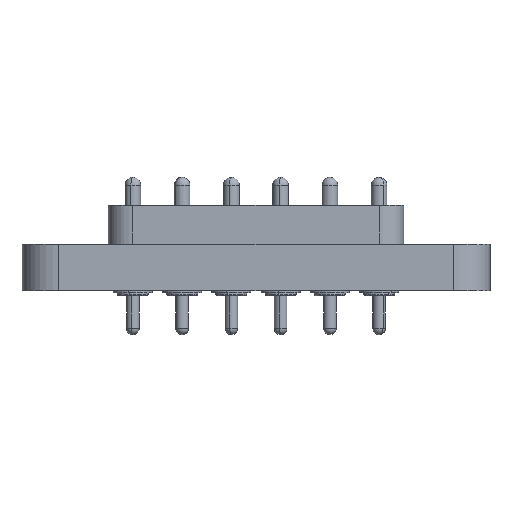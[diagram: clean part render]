
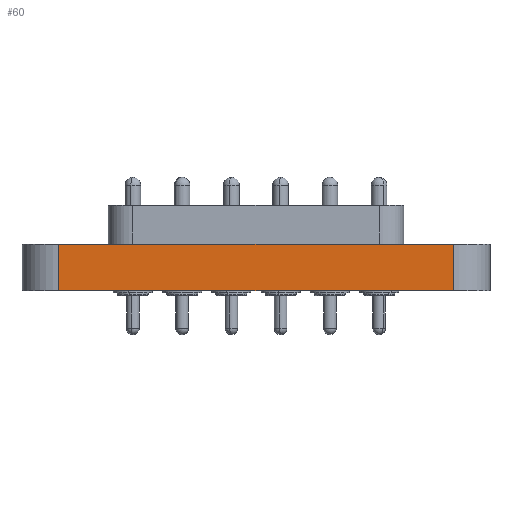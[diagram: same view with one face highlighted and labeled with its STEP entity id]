
A CAD part, top view. The second image highlights one B-rep face of the part: STEP entity #60.
In plain terms, the highlighted planar face has unit normal (0, 0, 1).
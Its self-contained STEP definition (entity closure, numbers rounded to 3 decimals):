
#6 = VERTEX_POINT ( 'NONE', #1467 ) ;
#60 = ADVANCED_FACE ( 'NONE', ( #1131 ), #2064, .F. ) ;
#121 = CARTESIAN_POINT ( 'NONE',  ( -16., 3.76, 4. ) ) ;
#128 = EDGE_CURVE ( 'NONE', #1576, #6, #739, .T. ) ;
#133 = DIRECTION ( 'NONE',  ( 1., 0., 0. ) ) ;
#173 = ORIENTED_EDGE ( 'NONE', *, *, #2171, .T. ) ;
#326 = LINE ( 'NONE', #1735, #1388 ) ;
#456 = CARTESIAN_POINT ( 'NONE',  ( -19., 0., 4. ) ) ;
#457 = VERTEX_POINT ( 'NONE', #2302 ) ;
#625 = AXIS2_PLACEMENT_3D ( 'NONE', #727, #2082, #1715 ) ;
#727 = CARTESIAN_POINT ( 'NONE',  ( -19., 3.76, 4. ) ) ;
#739 = LINE ( 'NONE', #1529, #2531 ) ;
#819 = CARTESIAN_POINT ( 'NONE',  ( 16., 0., 4. ) ) ;
#916 = LINE ( 'NONE', #121, #1935 ) ;
#1027 = ORIENTED_EDGE ( 'NONE', *, *, #1742, .F. ) ;
#1131 = FACE_OUTER_BOUND ( 'NONE', #1729, .T. ) ;
#1252 = DIRECTION ( 'NONE',  ( 1., 0., 0. ) ) ;
#1348 = CARTESIAN_POINT ( 'NONE',  ( -16., 0., 4. ) ) ;
#1388 = VECTOR ( 'NONE', #133, 1000. ) ;
#1467 = CARTESIAN_POINT ( 'NONE',  ( 16., 3.76, 4. ) ) ;
#1483 = DIRECTION ( 'NONE',  ( 0., 1., 0. ) ) ;
#1529 = CARTESIAN_POINT ( 'NONE',  ( 16., 3.76, 4. ) ) ;
#1576 = VERTEX_POINT ( 'NONE', #819 ) ;
#1715 = DIRECTION ( 'NONE',  ( -1., 0., 0. ) ) ;
#1729 = EDGE_LOOP ( 'NONE', ( #173, #2405, #1027, #2086 ) ) ;
#1735 = CARTESIAN_POINT ( 'NONE',  ( -19., 3.76, 4. ) ) ;
#1742 = EDGE_CURVE ( 'NONE', #457, #6, #326, .T. ) ;
#1935 = VECTOR ( 'NONE', #2292, 1000. ) ;
#2045 = VECTOR ( 'NONE', #1252, 1000. ) ;
#2064 = PLANE ( 'NONE',  #625 ) ;
#2082 = DIRECTION ( 'NONE',  ( 0., 0., -1. ) ) ;
#2086 = ORIENTED_EDGE ( 'NONE', *, *, #2222, .T. ) ;
#2171 = EDGE_CURVE ( 'NONE', #2360, #1576, #2194, .T. ) ;
#2194 = LINE ( 'NONE', #456, #2045 ) ;
#2222 = EDGE_CURVE ( 'NONE', #457, #2360, #916, .T. ) ;
#2292 = DIRECTION ( 'NONE',  ( 0., -1., 0. ) ) ;
#2302 = CARTESIAN_POINT ( 'NONE',  ( -16., 3.76, 4. ) ) ;
#2360 = VERTEX_POINT ( 'NONE', #1348 ) ;
#2405 = ORIENTED_EDGE ( 'NONE', *, *, #128, .T. ) ;
#2531 = VECTOR ( 'NONE', #1483, 1000. ) ;
